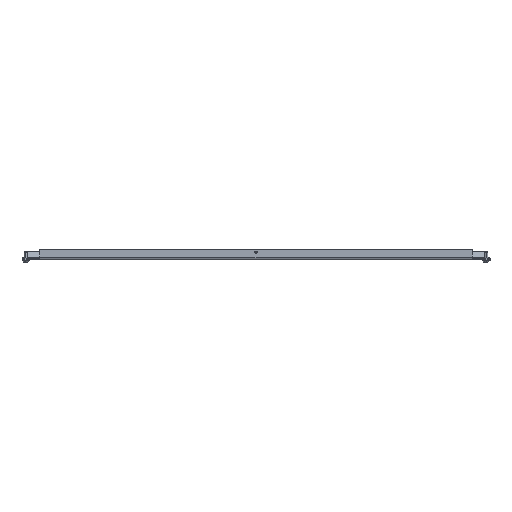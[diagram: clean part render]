
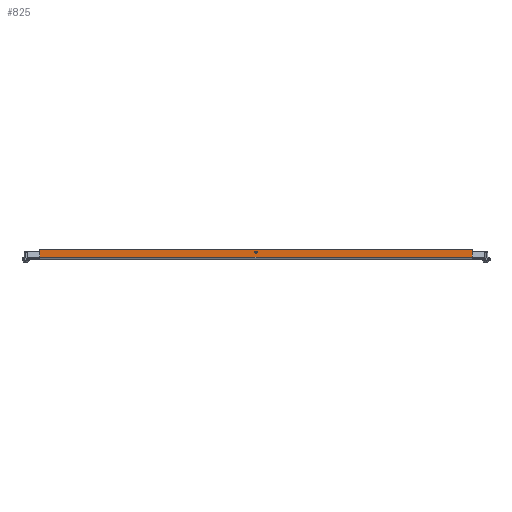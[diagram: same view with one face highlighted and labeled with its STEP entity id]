
A CAD part, front view. The second image highlights one B-rep face of the part: STEP entity #825.
In plain terms, the highlighted planar face has unit normal (0, -1, 0).
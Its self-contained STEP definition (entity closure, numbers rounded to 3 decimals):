
#12 = VERTEX_POINT ( 'NONE', #494 ) ;
#33 = ORIENTED_EDGE ( 'NONE', *, *, #81, .F. ) ;
#81 = EDGE_CURVE ( 'NONE', #2733, #2119, #2590, .T. ) ;
#133 = CARTESIAN_POINT ( 'NONE',  ( -251., -95.5, 11. ) ) ;
#182 = DIRECTION ( 'NONE',  ( 0., 0., 1. ) ) ;
#230 = ORIENTED_EDGE ( 'NONE', *, *, #2287, .T. ) ;
#260 = ORIENTED_EDGE ( 'NONE', *, *, #3608, .T. ) ;
#275 = DIRECTION ( 'NONE',  ( 0., 1., 0. ) ) ;
#286 = CARTESIAN_POINT ( 'NONE',  ( 0., -95.5, 10.25 ) ) ;
#319 = EDGE_LOOP ( 'NONE', ( #230, #260, #1451, #33, #2429, #339 ) ) ;
#339 = ORIENTED_EDGE ( 'NONE', *, *, #965, .T. ) ;
#346 = LINE ( 'NONE', #3614, #1661 ) ;
#458 = CARTESIAN_POINT ( 'NONE',  ( 252., -95.5, 11. ) ) ;
#494 = CARTESIAN_POINT ( 'NONE',  ( -252., -95.5, 11. ) ) ;
#497 = DIRECTION ( 'NONE',  ( 0., 1., 0. ) ) ;
#590 = CARTESIAN_POINT ( 'NONE',  ( -252., -95.5, 3. ) ) ;
#596 = CARTESIAN_POINT ( 'NONE',  ( 0., -95.5, 12. ) ) ;
#754 = VERTEX_POINT ( 'NONE', #3164 ) ;
#758 = CIRCLE ( 'NONE', #1248, 1.25 ) ;
#825 = ADVANCED_FACE ( 'NONE', ( #1717, #2889 ), #3768, .F. ) ;
#858 = DIRECTION ( 'NONE',  ( 0., 0., 1. ) ) ;
#879 = CARTESIAN_POINT ( 'NONE',  ( 251., -95.5, 11. ) ) ;
#901 = CARTESIAN_POINT ( 'NONE',  ( -251., -95.5, 12. ) ) ;
#958 = VERTEX_POINT ( 'NONE', #2950 ) ;
#965 = EDGE_CURVE ( 'NONE', #2384, #958, #1020, .T. ) ;
#1020 = CIRCLE ( 'NONE', #1516, 1. ) ;
#1080 = VECTOR ( 'NONE', #2904, 1000. ) ;
#1144 = CARTESIAN_POINT ( 'NONE',  ( 0., -95.5, 0. ) ) ;
#1248 = AXIS2_PLACEMENT_3D ( 'NONE', #2301, #497, #2884 ) ;
#1434 = CARTESIAN_POINT ( 'NONE',  ( -252., -95.5, 3. ) ) ;
#1451 = ORIENTED_EDGE ( 'NONE', *, *, #2322, .T. ) ;
#1516 = AXIS2_PLACEMENT_3D ( 'NONE', #879, #3224, #1754 ) ;
#1661 = VECTOR ( 'NONE', #2186, 1000. ) ;
#1717 = FACE_BOUND ( 'NONE', #2677, .T. ) ;
#1754 = DIRECTION ( 'NONE',  ( 0., 0., 1. ) ) ;
#1872 = DIRECTION ( 'NONE',  ( 0., 0., 1. ) ) ;
#2011 = VERTEX_POINT ( 'NONE', #286 ) ;
#2024 = ORIENTED_EDGE ( 'NONE', *, *, #2529, .T. ) ;
#2045 = CARTESIAN_POINT ( 'NONE',  ( 0., -95.5, 9. ) ) ;
#2066 = DIRECTION ( 'NONE',  ( 0., 0., 1. ) ) ;
#2119 = VERTEX_POINT ( 'NONE', #1434 ) ;
#2186 = DIRECTION ( 'NONE',  ( 0., 0., -1. ) ) ;
#2195 = AXIS2_PLACEMENT_3D ( 'NONE', #133, #2731, #1872 ) ;
#2200 = CARTESIAN_POINT ( 'NONE',  ( 252., -95.5, 0. ) ) ;
#2265 = VECTOR ( 'NONE', #2364, 1000. ) ;
#2287 = EDGE_CURVE ( 'NONE', #958, #3452, #3304, .T. ) ;
#2301 = CARTESIAN_POINT ( 'NONE',  ( 0., -95.5, 9. ) ) ;
#2305 = DIRECTION ( 'NONE',  ( 0., 1., 0. ) ) ;
#2322 = EDGE_CURVE ( 'NONE', #12, #2119, #346, .T. ) ;
#2364 = DIRECTION ( 'NONE',  ( -1., 0., 0. ) ) ;
#2384 = VERTEX_POINT ( 'NONE', #458 ) ;
#2429 = ORIENTED_EDGE ( 'NONE', *, *, #2855, .T. ) ;
#2529 = EDGE_CURVE ( 'NONE', #754, #2011, #758, .T. ) ;
#2590 = LINE ( 'NONE', #590, #1080 ) ;
#2677 = EDGE_LOOP ( 'NONE', ( #3261, #2024 ) ) ;
#2691 = CIRCLE ( 'NONE', #2815, 1.25 ) ;
#2724 = CARTESIAN_POINT ( 'NONE',  ( 252., -95.5, 3. ) ) ;
#2731 = DIRECTION ( 'NONE',  ( 0., -1., 0. ) ) ;
#2733 = VERTEX_POINT ( 'NONE', #2724 ) ;
#2815 = AXIS2_PLACEMENT_3D ( 'NONE', #2045, #275, #2066 ) ;
#2855 = EDGE_CURVE ( 'NONE', #2733, #2384, #3668, .T. ) ;
#2884 = DIRECTION ( 'NONE',  ( 0., 0., 1. ) ) ;
#2889 = FACE_OUTER_BOUND ( 'NONE', #319, .T. ) ;
#2904 = DIRECTION ( 'NONE',  ( -1., 0., 0. ) ) ;
#2950 = CARTESIAN_POINT ( 'NONE',  ( 251., -95.5, 12. ) ) ;
#3164 = CARTESIAN_POINT ( 'NONE',  ( 0., -95.5, 7.75 ) ) ;
#3224 = DIRECTION ( 'NONE',  ( 0., -1., 0. ) ) ;
#3261 = ORIENTED_EDGE ( 'NONE', *, *, #3477, .T. ) ;
#3304 = LINE ( 'NONE', #596, #2265 ) ;
#3362 = AXIS2_PLACEMENT_3D ( 'NONE', #1144, #2305, #858 ) ;
#3452 = VERTEX_POINT ( 'NONE', #901 ) ;
#3477 = EDGE_CURVE ( 'NONE', #2011, #754, #2691, .T. ) ;
#3608 = EDGE_CURVE ( 'NONE', #3452, #12, #3734, .T. ) ;
#3614 = CARTESIAN_POINT ( 'NONE',  ( -252., -95.5, 0. ) ) ;
#3668 = LINE ( 'NONE', #2200, #3738 ) ;
#3734 = CIRCLE ( 'NONE', #2195, 1. ) ;
#3738 = VECTOR ( 'NONE', #182, 1000. ) ;
#3768 = PLANE ( 'NONE',  #3362 ) ;
